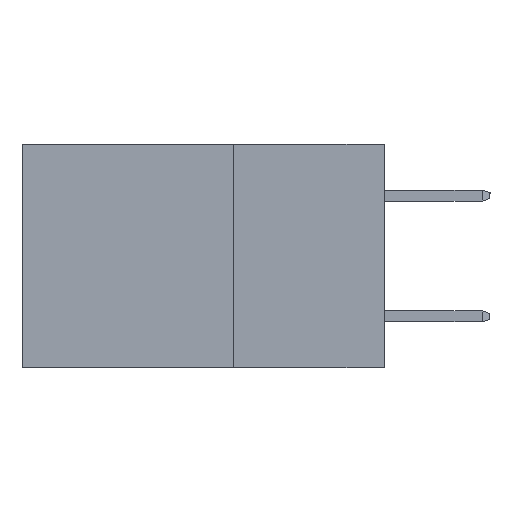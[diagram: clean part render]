
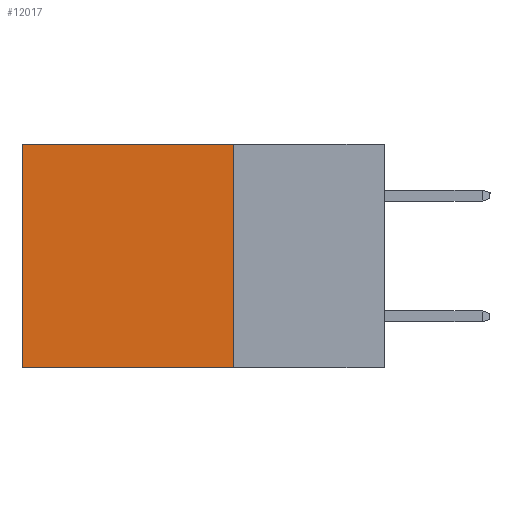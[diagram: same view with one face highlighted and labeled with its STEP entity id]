
A CAD part, left-side view. The second image highlights one B-rep face of the part: STEP entity #12017.
In plain terms, the highlighted planar face has unit normal (-1, 0, 0).
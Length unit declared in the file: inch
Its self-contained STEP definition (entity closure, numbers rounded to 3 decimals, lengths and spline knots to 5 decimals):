
#1007 = VECTOR ( 'NONE', #10162, 39.37008 ) ;
#1077 = LINE ( 'NONE', #17043, #14731 ) ;
#1108 = VECTOR ( 'NONE', #5213, 39.37008 ) ;
#1267 = LINE ( 'NONE', #20429, #1007 ) ;
#3619 = CARTESIAN_POINT ( 'NONE',  ( 0.2615, 0.25, -0.37 ) ) ;
#3687 = EDGE_CURVE ( 'NONE', #5930, #15941, #1267, .T. ) ;
#3936 = ORIENTED_EDGE ( 'NONE', *, *, #6811, .T. ) ;
#4282 = VECTOR ( 'NONE', #12416, 39.37008 ) ;
#4713 = FACE_OUTER_BOUND ( 'NONE', #17044, .T. ) ;
#5213 = DIRECTION ( 'NONE',  ( 0., 1., 0. ) ) ;
#5715 = ORIENTED_EDGE ( 'NONE', *, *, #9040, .F. ) ;
#5930 = VERTEX_POINT ( 'NONE', #15790 ) ;
#5970 = ORIENTED_EDGE ( 'NONE', *, *, #3687, .T. ) ;
#6811 = EDGE_CURVE ( 'NONE', #15941, #13068, #1077, .T. ) ;
#8110 = DIRECTION ( 'NONE',  ( 1., 0., 0. ) ) ;
#9040 = EDGE_CURVE ( 'NONE', #5930, #18254, #12537, .T. ) ;
#9830 = ORIENTED_EDGE ( 'NONE', *, *, #18480, .F. ) ;
#10162 = DIRECTION ( 'NONE',  ( 0., 1., 0. ) ) ;
#12017 = ADVANCED_FACE ( 'NONE', ( #4713 ), #21039, .F. ) ;
#12416 = DIRECTION ( 'NONE',  ( 0., 0., -1. ) ) ;
#12537 = LINE ( 'NONE', #3619, #4282 ) ;
#13068 = VERTEX_POINT ( 'NONE', #14433 ) ;
#13758 = CARTESIAN_POINT ( 'NONE',  ( 0.2615, 0.25, -0.37 ) ) ;
#14433 = CARTESIAN_POINT ( 'NONE',  ( 0.2615, 0.6, -0.37 ) ) ;
#14731 = VECTOR ( 'NONE', #17393, 39.37008 ) ;
#15202 = CARTESIAN_POINT ( 'NONE',  ( 0.2615, 0.25, -0.37 ) ) ;
#15435 = CARTESIAN_POINT ( 'NONE',  ( 0.2615, 0.25, -0.37 ) ) ;
#15790 = CARTESIAN_POINT ( 'NONE',  ( 0.2615, 0.25, 0. ) ) ;
#15941 = VERTEX_POINT ( 'NONE', #16290 ) ;
#16290 = CARTESIAN_POINT ( 'NONE',  ( 0.2615, 0.6, 0. ) ) ;
#17043 = CARTESIAN_POINT ( 'NONE',  ( 0.2615, 0.6, -0.37 ) ) ;
#17044 = EDGE_LOOP ( 'NONE', ( #3936, #9830, #5715, #5970 ) ) ;
#17393 = DIRECTION ( 'NONE',  ( 0., 0., -1. ) ) ;
#18254 = VERTEX_POINT ( 'NONE', #15435 ) ;
#18480 = EDGE_CURVE ( 'NONE', #18254, #13068, #21318, .T. ) ;
#19229 = AXIS2_PLACEMENT_3D ( 'NONE', #13758, #8110, #22684 ) ;
#20429 = CARTESIAN_POINT ( 'NONE',  ( 0.2615, 0.25, 0. ) ) ;
#21039 = PLANE ( 'NONE',  #19229 ) ;
#21318 = LINE ( 'NONE', #15202, #1108 ) ;
#22684 = DIRECTION ( 'NONE',  ( 0., 0., -1. ) ) ;
